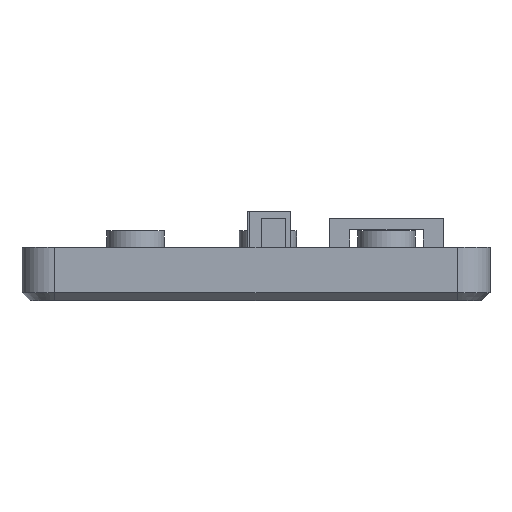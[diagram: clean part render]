
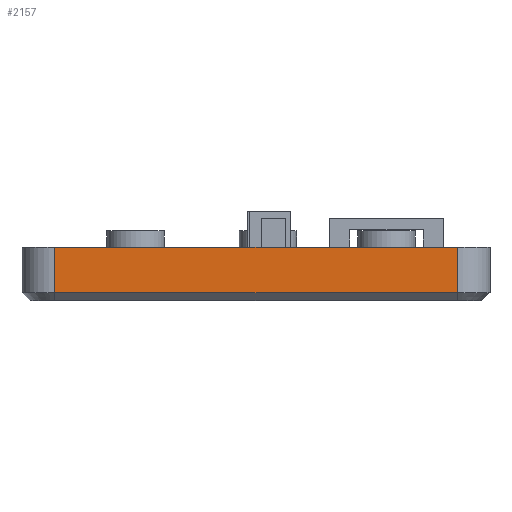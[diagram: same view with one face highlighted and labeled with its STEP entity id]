
A CAD part, front view. The second image highlights one B-rep face of the part: STEP entity #2157.
In plain terms, the highlighted planar face has unit normal (0, -1, 0).
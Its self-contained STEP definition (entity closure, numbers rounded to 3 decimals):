
#250 = PLANE('',#251);
#251 = AXIS2_PLACEMENT_3D('',#252,#253,#254);
#252 = CARTESIAN_POINT('',(-40.41,-27.4,0.5));
#253 = DIRECTION('',(0.,-0.707,-0.707));
#254 = DIRECTION('',(1.,0.,0.));
#942 = VERTEX_POINT('',#943);
#943 = CARTESIAN_POINT('',(8.61,-27.9,1.));
#981 = CYLINDRICAL_SURFACE('',#982,4.);
#982 = AXIS2_PLACEMENT_3D('',#983,#984,#985);
#983 = CARTESIAN_POINT('',(8.61,-23.9,0.));
#984 = DIRECTION('',(0.,0.,1.));
#985 = DIRECTION('',(0.,-1.,0.));
#1051 = VERTEX_POINT('',#1052);
#1052 = CARTESIAN_POINT('',(-40.41,-27.9,1.));
#1075 = EDGE_CURVE('',#1051,#942,#1076,.T.);
#1076 = SURFACE_CURVE('',#1077,(#1081,#1088),.PCURVE_S1.);
#1077 = LINE('',#1078,#1079);
#1078 = CARTESIAN_POINT('',(-40.41,-27.9,1.));
#1079 = VECTOR('',#1080,1.);
#1080 = DIRECTION('',(1.,0.,0.));
#1081 = PCURVE('',#250,#1082);
#1082 = DEFINITIONAL_REPRESENTATION('',(#1083),#1087);
#1083 = LINE('',#1084,#1085);
#1084 = CARTESIAN_POINT('',(0.,0.707));
#1085 = VECTOR('',#1086,1.);
#1086 = DIRECTION('',(1.,0.));
#1087 = ( GEOMETRIC_REPRESENTATION_CONTEXT(2) 
PARAMETRIC_REPRESENTATION_CONTEXT() REPRESENTATION_CONTEXT('2D SPACE',''
  ) );
#1088 = PCURVE('',#1089,#1094);
#1089 = PLANE('',#1090);
#1090 = AXIS2_PLACEMENT_3D('',#1091,#1092,#1093);
#1091 = CARTESIAN_POINT('',(-44.41,-27.9,0.));
#1092 = DIRECTION('',(0.,1.,0.));
#1093 = DIRECTION('',(1.,0.,0.));
#1094 = DEFINITIONAL_REPRESENTATION('',(#1095),#1099);
#1095 = LINE('',#1096,#1097);
#1096 = CARTESIAN_POINT('',(4.,-1.));
#1097 = VECTOR('',#1098,1.);
#1098 = DIRECTION('',(1.,0.));
#1099 = ( GEOMETRIC_REPRESENTATION_CONTEXT(2) 
PARAMETRIC_REPRESENTATION_CONTEXT() REPRESENTATION_CONTEXT('2D SPACE',''
  ) );
#1122 = CYLINDRICAL_SURFACE('',#1123,4.);
#1123 = AXIS2_PLACEMENT_3D('',#1124,#1125,#1126);
#1124 = CARTESIAN_POINT('',(-40.41,-23.9,0.));
#1125 = DIRECTION('',(0.,0.,1.));
#1126 = DIRECTION('',(-1.,0.,0.));
#1404 = PLANE('',#1405);
#1405 = AXIS2_PLACEMENT_3D('',#1406,#1407,#1408);
#1406 = CARTESIAN_POINT('',(-19.538,13.41,6.5));
#1407 = DIRECTION('',(0.,0.,1.));
#1408 = DIRECTION('',(1.,0.,0.));
#2038 = EDGE_CURVE('',#942,#2039,#2041,.T.);
#2039 = VERTEX_POINT('',#2040);
#2040 = CARTESIAN_POINT('',(8.61,-27.9,6.5));
#2041 = SURFACE_CURVE('',#2042,(#2046,#2053),.PCURVE_S1.);
#2042 = LINE('',#2043,#2044);
#2043 = CARTESIAN_POINT('',(8.61,-27.9,0.));
#2044 = VECTOR('',#2045,1.);
#2045 = DIRECTION('',(0.,0.,1.));
#2046 = PCURVE('',#981,#2047);
#2047 = DEFINITIONAL_REPRESENTATION('',(#2048),#2052);
#2048 = LINE('',#2049,#2050);
#2049 = CARTESIAN_POINT('',(0.,0.));
#2050 = VECTOR('',#2051,1.);
#2051 = DIRECTION('',(0.,1.));
#2052 = ( GEOMETRIC_REPRESENTATION_CONTEXT(2) 
PARAMETRIC_REPRESENTATION_CONTEXT() REPRESENTATION_CONTEXT('2D SPACE',''
  ) );
#2053 = PCURVE('',#1089,#2054);
#2054 = DEFINITIONAL_REPRESENTATION('',(#2055),#2059);
#2055 = LINE('',#2056,#2057);
#2056 = CARTESIAN_POINT('',(53.02,0.));
#2057 = VECTOR('',#2058,1.);
#2058 = DIRECTION('',(0.,-1.));
#2059 = ( GEOMETRIC_REPRESENTATION_CONTEXT(2) 
PARAMETRIC_REPRESENTATION_CONTEXT() REPRESENTATION_CONTEXT('2D SPACE',''
  ) );
#2157 = ADVANCED_FACE('',(#2158),#1089,.F.);
#2158 = FACE_BOUND('',#2159,.F.);
#2159 = EDGE_LOOP('',(#2160,#2161,#2184,#2205));
#2160 = ORIENTED_EDGE('',*,*,#1075,.F.);
#2161 = ORIENTED_EDGE('',*,*,#2162,.T.);
#2162 = EDGE_CURVE('',#1051,#2163,#2165,.T.);
#2163 = VERTEX_POINT('',#2164);
#2164 = CARTESIAN_POINT('',(-40.41,-27.9,6.5));
#2165 = SURFACE_CURVE('',#2166,(#2170,#2177),.PCURVE_S1.);
#2166 = LINE('',#2167,#2168);
#2167 = CARTESIAN_POINT('',(-40.41,-27.9,0.));
#2168 = VECTOR('',#2169,1.);
#2169 = DIRECTION('',(0.,0.,1.));
#2170 = PCURVE('',#1089,#2171);
#2171 = DEFINITIONAL_REPRESENTATION('',(#2172),#2176);
#2172 = LINE('',#2173,#2174);
#2173 = CARTESIAN_POINT('',(4.,0.));
#2174 = VECTOR('',#2175,1.);
#2175 = DIRECTION('',(0.,-1.));
#2176 = ( GEOMETRIC_REPRESENTATION_CONTEXT(2) 
PARAMETRIC_REPRESENTATION_CONTEXT() REPRESENTATION_CONTEXT('2D SPACE',''
  ) );
#2177 = PCURVE('',#1122,#2178);
#2178 = DEFINITIONAL_REPRESENTATION('',(#2179),#2183);
#2179 = LINE('',#2180,#2181);
#2180 = CARTESIAN_POINT('',(1.571,0.));
#2181 = VECTOR('',#2182,1.);
#2182 = DIRECTION('',(0.,1.));
#2183 = ( GEOMETRIC_REPRESENTATION_CONTEXT(2) 
PARAMETRIC_REPRESENTATION_CONTEXT() REPRESENTATION_CONTEXT('2D SPACE',''
  ) );
#2184 = ORIENTED_EDGE('',*,*,#2185,.T.);
#2185 = EDGE_CURVE('',#2163,#2039,#2186,.T.);
#2186 = SURFACE_CURVE('',#2187,(#2191,#2198),.PCURVE_S1.);
#2187 = LINE('',#2188,#2189);
#2188 = CARTESIAN_POINT('',(-30.155,-27.9,6.5));
#2189 = VECTOR('',#2190,1.);
#2190 = DIRECTION('',(1.,0.,0.));
#2191 = PCURVE('',#1089,#2192);
#2192 = DEFINITIONAL_REPRESENTATION('',(#2193),#2197);
#2193 = LINE('',#2194,#2195);
#2194 = CARTESIAN_POINT('',(14.255,-6.5));
#2195 = VECTOR('',#2196,1.);
#2196 = DIRECTION('',(1.,0.));
#2197 = ( GEOMETRIC_REPRESENTATION_CONTEXT(2) 
PARAMETRIC_REPRESENTATION_CONTEXT() REPRESENTATION_CONTEXT('2D SPACE',''
  ) );
#2198 = PCURVE('',#1404,#2199);
#2199 = DEFINITIONAL_REPRESENTATION('',(#2200),#2204);
#2200 = LINE('',#2201,#2202);
#2201 = CARTESIAN_POINT('',(-10.617,-41.31));
#2202 = VECTOR('',#2203,1.);
#2203 = DIRECTION('',(1.,0.));
#2204 = ( GEOMETRIC_REPRESENTATION_CONTEXT(2) 
PARAMETRIC_REPRESENTATION_CONTEXT() REPRESENTATION_CONTEXT('2D SPACE',''
  ) );
#2205 = ORIENTED_EDGE('',*,*,#2038,.F.);
